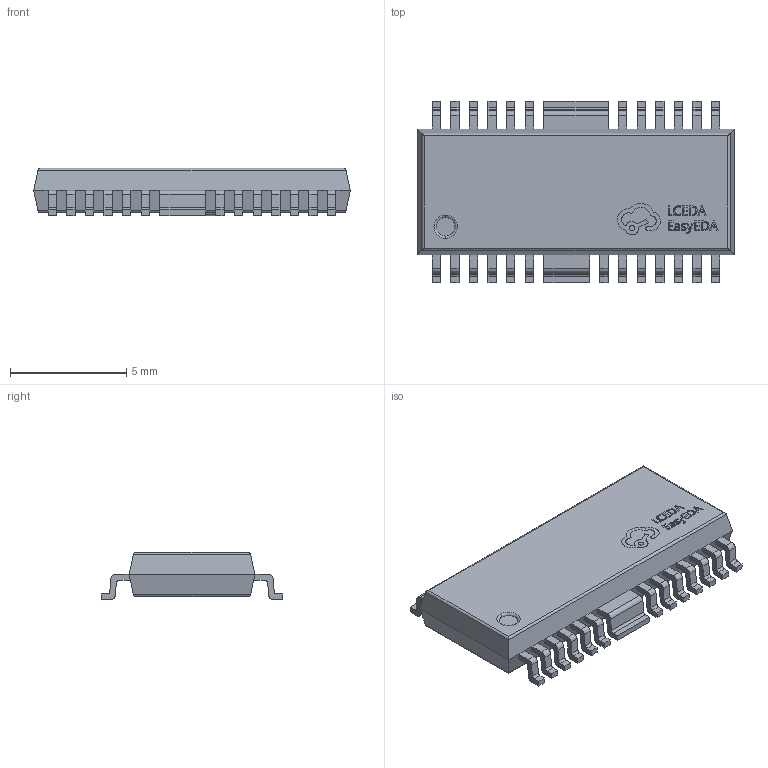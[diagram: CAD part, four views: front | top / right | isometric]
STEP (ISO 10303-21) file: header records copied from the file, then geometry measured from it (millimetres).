
FILE_DESCRIPTION (( 'STEP AP214' ), '1' );
FILE_NAME ('HSOP-25_L13.6-W5.4-H2.0-P0.80-LS7.3-BL-EP.step', '2022-07-26T09:46:31', ( '' ), ( '' ), 'SwSTEP 2.0', 'SolidWorks 2020', '' );
FILE_SCHEMA (( 'AUTOMOTIVE_DESIGN' ));
Length unit declared in the file: millimetre
Products named in the file (1): HSOP-25_L13.6-W5.4-H2.0-P0.80-LS7.3-BL-EP
Bounding box: 13.6 x 7.8 x 2.04 mm (x, y, z)
Volume: 138.9 mm3; surface area: 283.8 mm2
Topology: 14 solids, 14 shells, 662 faces, 1812 edges, 1186 vertices
Faces by surface type: plane 432, cylinder 116, bspline 112, torus 2
Entity records: 29419 total; most frequent: CARTESIAN_POINT 5789, ORIENTED_EDGE 3624, DIRECTION 2900, EDGE_CURVE 1812, LINE 1354, VECTOR 1354, VERTEX_POINT 1186, AXIS2_PLACEMENT_3D 773
